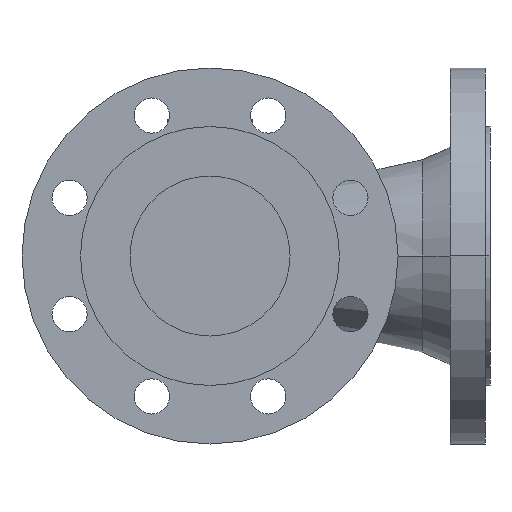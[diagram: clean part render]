
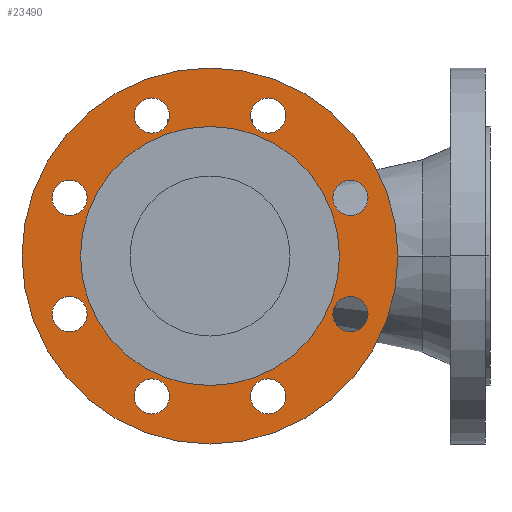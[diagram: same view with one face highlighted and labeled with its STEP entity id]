
A CAD part, front view. The second image highlights one B-rep face of the part: STEP entity #23490.
In plain terms, the highlighted planar face has unit normal (0, -1, 0).
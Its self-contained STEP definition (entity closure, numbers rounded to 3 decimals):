
#2270=CARTESIAN_POINT('',(80.95,3.,0.));
#2280=VERTEX_POINT('',#2270);
#2440=CARTESIAN_POINT('',(-80.95,3.,0.));
#2450=VERTEX_POINT('',#2440);
#2480=CARTESIAN_POINT('',(0.,3.,0.));
#2490=DIRECTION('',(0.,-1.,-0.));
#2500=DIRECTION('',(-1.,0.,0.));
#2510=AXIS2_PLACEMENT_3D('',#2480,#2490,#2500);
#2520=CIRCLE('',#2510,80.95);
#2530=EDGE_CURVE('',#2280,#2450,#2520,.T.);
#2670=CARTESIAN_POINT('',(117.5,3.,0.));
#2680=VERTEX_POINT('',#2670);
#2730=CARTESIAN_POINT('',(0.,3.,0.));
#2740=DIRECTION('',(0.,-1.,-0.));
#2750=DIRECTION('',(-1.,0.,0.));
#2760=AXIS2_PLACEMENT_3D('',#2730,#2740,#2750);
#2770=CIRCLE('',#2760,117.5);
#2780=CARTESIAN_POINT('',(-117.5,3.,0.));
#2790=VERTEX_POINT('',#2780);
#2800=EDGE_CURVE('',#2680,#2790,#2770,.T.);
#10760=CARTESIAN_POINT('',(98.769,3.,-36.355));
#10770=VERTEX_POINT('',#10760);
#10930=CARTESIAN_POINT('',(76.769,3.,-36.355));
#10940=VERTEX_POINT('',#10930);
#10970=CARTESIAN_POINT('',(87.769,3.,-36.355));
#10980=DIRECTION('',(-0.,1.,0.));
#10990=DIRECTION('',(1.,0.,0.));
#11000=AXIS2_PLACEMENT_3D('',#10970,#10980,#10990);
#11010=CIRCLE('',#11000,11.);
#11020=EDGE_CURVE('',#10940,#10770,#11010,.T.);
#11180=CARTESIAN_POINT('',(98.769,3.,36.355));
#11190=VERTEX_POINT('',#11180);
#11350=CARTESIAN_POINT('',(76.769,3.,36.355));
#11360=VERTEX_POINT('',#11350);
#11390=CARTESIAN_POINT('',(87.769,3.,36.355));
#11400=DIRECTION('',(-0.,1.,0.));
#11410=DIRECTION('',(1.,0.,0.));
#11420=AXIS2_PLACEMENT_3D('',#11390,#11400,#11410);
#11430=CIRCLE('',#11420,11.);
#11440=EDGE_CURVE('',#11360,#11190,#11430,.T.);
#11600=CARTESIAN_POINT('',(25.355,3.,87.769));
#11610=VERTEX_POINT('',#11600);
#11770=CARTESIAN_POINT('',(47.355,3.,87.769));
#11780=VERTEX_POINT('',#11770);
#11810=CARTESIAN_POINT('',(36.355,3.,87.769));
#11820=DIRECTION('',(-0.,1.,0.));
#11830=DIRECTION('',(1.,0.,0.));
#11840=AXIS2_PLACEMENT_3D('',#11810,#11820,#11830);
#11850=CIRCLE('',#11840,11.);
#11860=EDGE_CURVE('',#11780,#11610,#11850,.T.);
#12020=CARTESIAN_POINT('',(-25.355,3.,87.769));
#12030=VERTEX_POINT('',#12020);
#12060=CARTESIAN_POINT('',(-36.355,3.,87.769));
#12070=DIRECTION('',(-0.,1.,0.));
#12080=DIRECTION('',(1.,0.,0.));
#12090=AXIS2_PLACEMENT_3D('',#12060,#12070,#12080);
#12100=CIRCLE('',#12090,11.);
#12110=CARTESIAN_POINT('',(-47.355,3.,87.769));
#12120=VERTEX_POINT('',#12110);
#12130=EDGE_CURVE('',#12030,#12120,#12100,.T.);
#12440=CARTESIAN_POINT('',(-98.769,3.,36.355));
#12450=VERTEX_POINT('',#12440);
#12480=CARTESIAN_POINT('',(-87.769,3.,36.355));
#12490=DIRECTION('',(-0.,1.,0.));
#12500=DIRECTION('',(1.,0.,0.));
#12510=AXIS2_PLACEMENT_3D('',#12480,#12490,#12500);
#12520=CIRCLE('',#12510,11.);
#12530=CARTESIAN_POINT('',(-76.769,3.,36.355));
#12540=VERTEX_POINT('',#12530);
#12550=EDGE_CURVE('',#12450,#12540,#12520,.T.);
#12860=CARTESIAN_POINT('',(-98.769,3.,-36.355));
#12870=VERTEX_POINT('',#12860);
#13030=CARTESIAN_POINT('',(-76.769,3.,-36.355));
#13040=VERTEX_POINT('',#13030);
#13070=CARTESIAN_POINT('',(-87.769,3.,-36.355));
#13080=DIRECTION('',(-0.,1.,0.));
#13090=DIRECTION('',(1.,0.,0.));
#13100=AXIS2_PLACEMENT_3D('',#13070,#13080,#13090);
#13110=CIRCLE('',#13100,11.);
#13120=EDGE_CURVE('',#13040,#12870,#13110,.T.);
#13280=CARTESIAN_POINT('',(-25.355,3.,-87.769));
#13290=VERTEX_POINT('',#13280);
#13450=CARTESIAN_POINT('',(-47.355,3.,-87.769));
#13460=VERTEX_POINT('',#13450);
#13490=CARTESIAN_POINT('',(-36.355,3.,-87.769));
#13500=DIRECTION('',(-0.,1.,0.));
#13510=DIRECTION('',(1.,0.,0.));
#13520=AXIS2_PLACEMENT_3D('',#13490,#13500,#13510);
#13530=CIRCLE('',#13520,11.);
#13540=EDGE_CURVE('',#13460,#13290,#13530,.T.);
#13700=CARTESIAN_POINT('',(25.355,3.,-87.769));
#13710=VERTEX_POINT('',#13700);
#13740=CARTESIAN_POINT('',(36.355,3.,-87.769));
#13750=DIRECTION('',(-0.,1.,0.));
#13760=DIRECTION('',(1.,0.,0.));
#13770=AXIS2_PLACEMENT_3D('',#13740,#13750,#13760);
#13780=CIRCLE('',#13770,11.);
#13790=CARTESIAN_POINT('',(47.355,3.,-87.769));
#13800=VERTEX_POINT('',#13790);
#13810=EDGE_CURVE('',#13710,#13800,#13780,.T.);
#22940=CARTESIAN_POINT('',(-99.225,3.,0.));
#22950=DIRECTION('',(0.,-1.,-0.));
#22960=DIRECTION('',(-1.,0.,0.));
#22970=AXIS2_PLACEMENT_3D('',#22940,#22950,#22960);
#22980=PLANE('',#22970);
#22990=EDGE_CURVE('',#13800,#13710,#13780,.T.);
#23000=ORIENTED_EDGE('',*,*,#22990,.T.);
#23010=ORIENTED_EDGE('',*,*,#13810,.T.);
#23020=EDGE_LOOP('',(#23010,#23000));
#23030=FACE_BOUND('',#23020,.T.);
#23040=EDGE_CURVE('',#13290,#13460,#13530,.T.);
#23050=ORIENTED_EDGE('',*,*,#23040,.T.);
#23060=ORIENTED_EDGE('',*,*,#13540,.T.);
#23070=EDGE_LOOP('',(#23060,#23050));
#23080=FACE_BOUND('',#23070,.T.);
#23090=EDGE_CURVE('',#12870,#13040,#13110,.T.);
#23100=ORIENTED_EDGE('',*,*,#23090,.T.);
#23110=ORIENTED_EDGE('',*,*,#13120,.T.);
#23120=EDGE_LOOP('',(#23110,#23100));
#23130=FACE_BOUND('',#23120,.T.);
#23140=ORIENTED_EDGE('',*,*,#12550,.T.);
#23150=EDGE_CURVE('',#12540,#12450,#12520,.T.);
#23160=ORIENTED_EDGE('',*,*,#23150,.T.);
#23170=EDGE_LOOP('',(#23160,#23140));
#23180=FACE_BOUND('',#23170,.T.);
#23190=ORIENTED_EDGE('',*,*,#12130,.T.);
#23200=EDGE_CURVE('',#12120,#12030,#12100,.T.);
#23210=ORIENTED_EDGE('',*,*,#23200,.T.);
#23220=EDGE_LOOP('',(#23210,#23190));
#23230=FACE_BOUND('',#23220,.T.);
#23240=EDGE_CURVE('',#11610,#11780,#11850,.T.);
#23250=ORIENTED_EDGE('',*,*,#23240,.T.);
#23260=ORIENTED_EDGE('',*,*,#11860,.T.);
#23270=EDGE_LOOP('',(#23260,#23250));
#23280=FACE_BOUND('',#23270,.T.);
#23290=EDGE_CURVE('',#11190,#11360,#11430,.T.);
#23300=ORIENTED_EDGE('',*,*,#23290,.T.);
#23310=ORIENTED_EDGE('',*,*,#11440,.T.);
#23320=EDGE_LOOP('',(#23310,#23300));
#23330=FACE_BOUND('',#23320,.T.);
#23340=EDGE_CURVE('',#10770,#10940,#11010,.T.);
#23350=ORIENTED_EDGE('',*,*,#23340,.T.);
#23360=ORIENTED_EDGE('',*,*,#11020,.T.);
#23370=EDGE_LOOP('',(#23360,#23350));
#23380=FACE_BOUND('',#23370,.T.);
#23390=EDGE_CURVE('',#2450,#2280,#2520,.T.);
#23400=ORIENTED_EDGE('',*,*,#23390,.F.);
#23410=ORIENTED_EDGE('',*,*,#2530,.F.);
#23420=EDGE_LOOP('',(#23410,#23400));
#23430=FACE_BOUND('',#23420,.T.);
#23440=EDGE_CURVE('',#2790,#2680,#2770,.T.);
#23450=ORIENTED_EDGE('',*,*,#23440,.T.);
#23460=ORIENTED_EDGE('',*,*,#2800,.T.);
#23470=EDGE_LOOP('',(#23460,#23450));
#23480=FACE_OUTER_BOUND('',#23470,.T.);
#23490=ADVANCED_FACE('',(#23030,#23080,#23130,#23180,#23230,#23280,
#23330,#23380,#23430,#23480),#22980,.T.);
